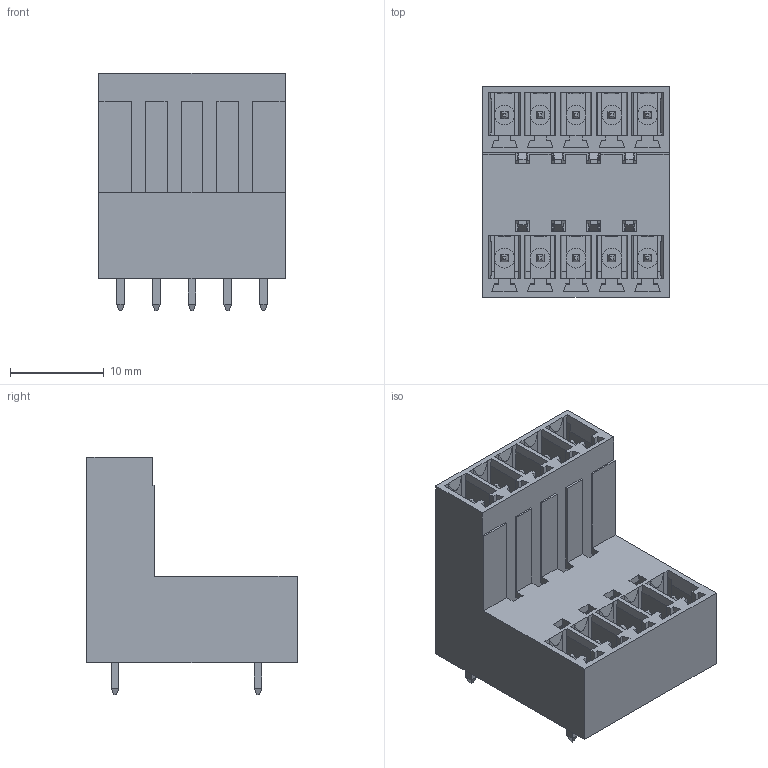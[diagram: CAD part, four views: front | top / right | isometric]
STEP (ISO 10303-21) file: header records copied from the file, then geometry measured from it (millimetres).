
FILE_DESCRIPTION( ( 'Unknown' ), '1' );
FILE_NAME( '691356300010B.stp', 'Unknown', ( 'Unknown' ), ( 'Unknown' ), 'PSStep 19.0.9', 'Unknown', ' ' );
FILE_SCHEMA( ( 'AUTOMOTIVE_DESIGN { 1 0 10303 214 1 1 1 1 }' ) );
Length unit declared in the file: millimetre
Products named in the file (5): Assem1; 6913563000xxB_PIN; 6913563000xxB_PIN LONGUE; 691356300010B_CAPOT; 691356300010B
Assembly tree (12 placements, depth 2):
  Assem1
    6913563000xxB_PIN  x5
    6913563000xxB_PIN LONGUE  x5
    691356300010B_CAPOT
    691356300010B
Bounding box: 19.84 x 22.4 x 25.3 mm (x, y, z)
Volume: 2601.9 mm3; surface area: 7128.5 mm2
Topology: 12 solids, 12 shells, 720 faces, 1910 edges, 1218 vertices
Faces by surface type: plane 700, cylinder 20
Full cylindrical faces by diameter (mm): 2.1 x10
Entity records: 24000 total; most frequent: CARTESIAN_POINT 3387, ORIENTED_EDGE 3352, DIRECTION 2968, EDGE_CURVE 1676, LINE 1626, VECTOR 1626, VERTEX_POINT 1090, EDGE_LOOP 678
